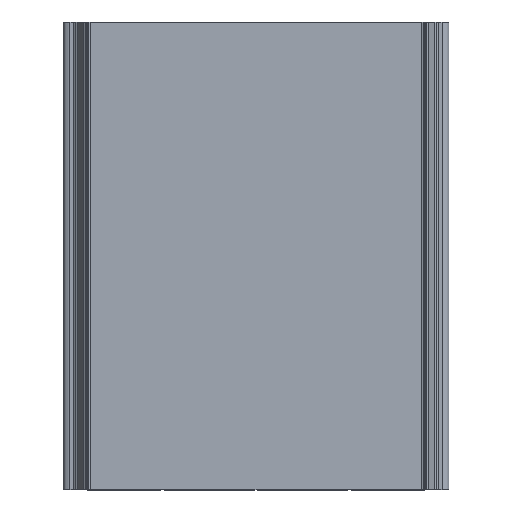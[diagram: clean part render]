
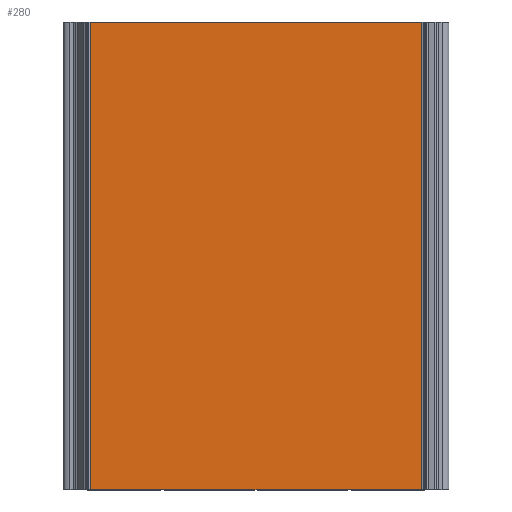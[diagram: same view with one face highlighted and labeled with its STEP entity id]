
A CAD part, top view. The second image highlights one B-rep face of the part: STEP entity #280.
In plain terms, the highlighted planar face has unit normal (0, 0, 1).
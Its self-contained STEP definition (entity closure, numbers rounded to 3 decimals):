
#280 = ADVANCED_FACE( '', ( #659 ), #660, .F. );
#659 = FACE_OUTER_BOUND( '', #1134, .T. );
#660 = PLANE( '', #1135 );
#1134 = EDGE_LOOP( '', ( #1853, #1854, #1855, #1856 ) );
#1135 = AXIS2_PLACEMENT_3D( '', #1857, #1858, #1859 );
#1853 = ORIENTED_EDGE( '', *, *, #3235, .T. );
#1854 = ORIENTED_EDGE( '', *, *, #3236, .F. );
#1855 = ORIENTED_EDGE( '', *, *, #3237, .F. );
#1856 = ORIENTED_EDGE( '', *, *, #3238, .T. );
#1857 = CARTESIAN_POINT( '', ( 36.033, 100., -36.225 ) );
#1858 = DIRECTION( '', ( 0., 0., -1. ) );
#1859 = DIRECTION( '', ( 0., 1., 0. ) );
#3235 = EDGE_CURVE( '', #4021, #4022, #4023, .T. );
#3236 = EDGE_CURVE( '', #4024, #4022, #4025, .T. );
#3237 = EDGE_CURVE( '', #4026, #4024, #4027, .T. );
#3238 = EDGE_CURVE( '', #4026, #4021, #4028, .T. );
#4021 = VERTEX_POINT( '', #5079 );
#4022 = VERTEX_POINT( '', #5080 );
#4023 = LINE( '', #5081, #5082 );
#4024 = VERTEX_POINT( '', #5083 );
#4025 = LINE( '', #5084, #5085 );
#4026 = VERTEX_POINT( '', #5086 );
#4027 = LINE( '', #5087, #5088 );
#4028 = LINE( '', #5089, #5090 );
#5079 = CARTESIAN_POINT( '', ( -36.033, 0., -36.225 ) );
#5080 = CARTESIAN_POINT( '', ( 36.033, 0., -36.225 ) );
#5081 = CARTESIAN_POINT( '', ( 36.033, 0., -36.225 ) );
#5082 = VECTOR( '', #6062, 1000. );
#5083 = CARTESIAN_POINT( '', ( 36.033, 100., -36.225 ) );
#5084 = CARTESIAN_POINT( '', ( 36.033, 100., -36.225 ) );
#5085 = VECTOR( '', #6063, 1000. );
#5086 = CARTESIAN_POINT( '', ( -36.033, 100., -36.225 ) );
#5087 = CARTESIAN_POINT( '', ( 36.033, 100., -36.225 ) );
#5088 = VECTOR( '', #6064, 1000. );
#5089 = CARTESIAN_POINT( '', ( -36.033, 100., -36.225 ) );
#5090 = VECTOR( '', #6065, 1000. );
#6062 = DIRECTION( '', ( 1., 0., 0. ) );
#6063 = DIRECTION( '', ( 0., -1., 0. ) );
#6064 = DIRECTION( '', ( 1., 0., 0. ) );
#6065 = DIRECTION( '', ( 0., -1., 0. ) );
